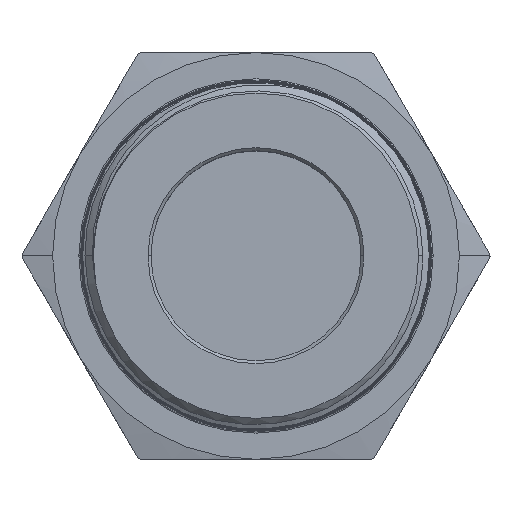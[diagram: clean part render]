
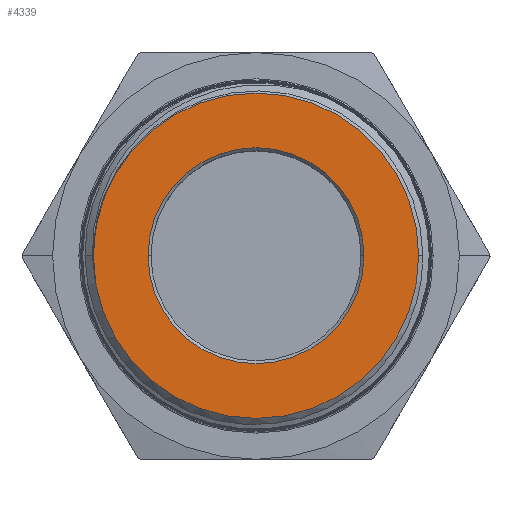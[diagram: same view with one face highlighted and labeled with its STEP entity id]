
A CAD part, top view. The second image highlights one B-rep face of the part: STEP entity #4339.
In plain terms, the highlighted planar face has unit normal (0, 0, 1).
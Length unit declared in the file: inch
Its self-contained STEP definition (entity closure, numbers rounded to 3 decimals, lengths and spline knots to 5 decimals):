
#23 = FACE_BOUND ( 'NONE', #1812, .T. ) ;
#57 = FACE_OUTER_BOUND ( 'NONE', #1815, .T. ) ;
#139 = AXIS2_PLACEMENT_3D ( 'NONE', #3825, #3824, #3829 ) ;
#526 = CARTESIAN_POINT ( 'NONE',  ( 0., 0., 1.2 ) ) ;
#527 = DIRECTION ( 'NONE',  ( 0., 0., -1. ) ) ;
#528 = DIRECTION ( 'NONE',  ( -1., 0., 0. ) ) ;
#596 = CARTESIAN_POINT ( 'NONE',  ( -1.0997, 0., 1.2 ) ) ;
#597 = CARTESIAN_POINT ( 'NONE',  ( 1.0997, 0., 1.2 ) ) ;
#650 = CARTESIAN_POINT ( 'NONE',  ( 0.73, 0., 1.2 ) ) ;
#651 = CARTESIAN_POINT ( 'NONE',  ( -0.73, 0., 1.2 ) ) ;
#1110 = EDGE_CURVE ( 'NONE', #1984, #1983, #3297, .T. ) ;
#1182 = EDGE_CURVE ( 'NONE', #2088, #2087, #3371, .T. ) ;
#1215 = EDGE_CURVE ( 'NONE', #2087, #2088, #3406, .T. ) ;
#1304 = CARTESIAN_POINT ( 'NONE',  ( 0., 0., 1.2 ) ) ;
#1305 = DIRECTION ( 'NONE',  ( 0., 0., -1. ) ) ;
#1306 = DIRECTION ( 'NONE',  ( -1., 0., 0. ) ) ;
#1552 = AXIS2_PLACEMENT_3D ( 'NONE', #1304, #1305, #1306 ) ;
#1572 = AXIS2_PLACEMENT_3D ( 'NONE', #526, #527, #528 ) ;
#1609 = AXIS2_PLACEMENT_3D ( 'NONE', #4889, #4890, #4891 ) ;
#1812 = EDGE_LOOP ( 'NONE', ( #3138, #3139 ) ) ;
#1815 = EDGE_LOOP ( 'NONE', ( #3140, #3141 ) ) ;
#1983 = VERTEX_POINT ( 'NONE', #596 ) ;
#1984 = VERTEX_POINT ( 'NONE', #597 ) ;
#2087 = VERTEX_POINT ( 'NONE', #650 ) ;
#2088 = VERTEX_POINT ( 'NONE', #651 ) ;
#3008 = CIRCLE ( 'NONE', #1609, 1.0997 ) ;
#3138 = ORIENTED_EDGE ( 'NONE', *, *, #1215, .T. ) ;
#3139 = ORIENTED_EDGE ( 'NONE', *, *, #1182, .T. ) ;
#3140 = ORIENTED_EDGE ( 'NONE', *, *, #4229, .F. ) ;
#3141 = ORIENTED_EDGE ( 'NONE', *, *, #1110, .F. ) ;
#3231 = CARTESIAN_POINT ( 'NONE',  ( 0., 0., 1.2 ) ) ;
#3232 = DIRECTION ( 'NONE',  ( 0., 0., -1. ) ) ;
#3233 = DIRECTION ( 'NONE',  ( -1., 0., 0. ) ) ;
#3297 = CIRCLE ( 'NONE', #4240, 1.0997 ) ;
#3371 = CIRCLE ( 'NONE', #1552, 0.73 ) ;
#3406 = CIRCLE ( 'NONE', #1572, 0.73 ) ;
#3824 = DIRECTION ( 'NONE',  ( 0., 0., 1. ) ) ;
#3825 = CARTESIAN_POINT ( 'NONE',  ( 0., 0., 1.2 ) ) ;
#3827 = PLANE ( 'NONE',  #139 ) ;
#3829 = DIRECTION ( 'NONE',  ( 1., 0., 0. ) ) ;
#4229 = EDGE_CURVE ( 'NONE', #1983, #1984, #3008, .T. ) ;
#4240 = AXIS2_PLACEMENT_3D ( 'NONE', #3231, #3232, #3233 ) ;
#4339 = ADVANCED_FACE ( 'NONE', ( #23, #57 ), #3827, .T. ) ;
#4889 = CARTESIAN_POINT ( 'NONE',  ( 0., 0., 1.2 ) ) ;
#4890 = DIRECTION ( 'NONE',  ( 0., 0., -1. ) ) ;
#4891 = DIRECTION ( 'NONE',  ( -1., 0., 0. ) ) ;
